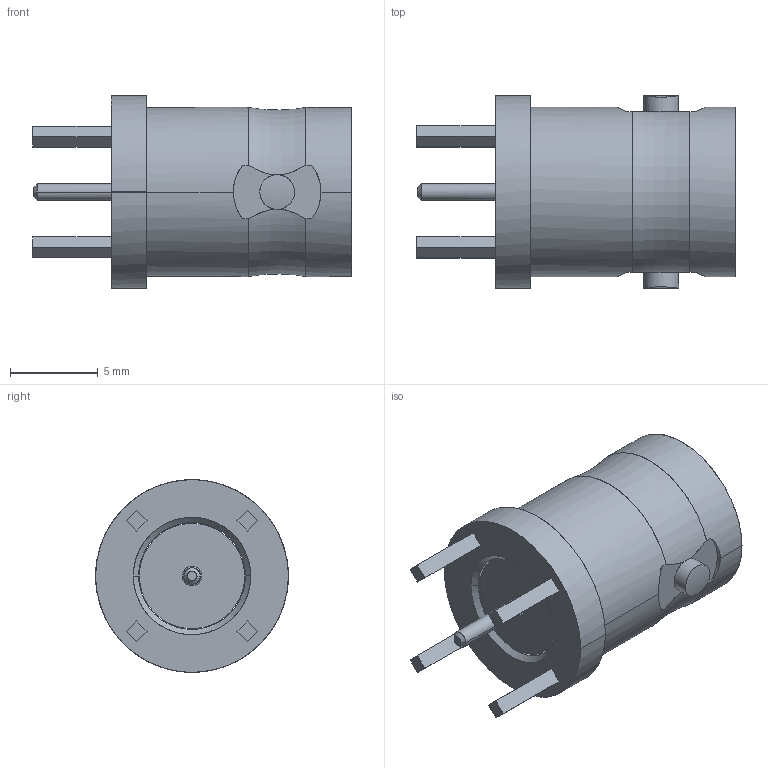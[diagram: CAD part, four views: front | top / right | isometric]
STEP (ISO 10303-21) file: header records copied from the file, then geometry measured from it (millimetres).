
FILE_DESCRIPTION(/* description */ ('STEP AP242','CAx-IF Rec.Pracs.---Representation and Presentation of Product Manufacturing Information (PMI)---4.0---2014-10-13','CAx-IF Rec.Pracs.---3D Tessellated Geometry---0.4---2014-09-14','2;1'),/* implementation_level */ '2;1');
FILE_NAME(/* name */ '112404',/* time_stamp */ '2023-10-12T21:06:45+02:00',/* author */ ('License CC BY-ND 4.0'),/* organization */ ('CADENAS'),/* preprocessor_version */ 'ST-DEVELOPER v19.3',/* originating_system */ 'PARTsolutions',/* authorisation */ ' ');
FILE_SCHEMA (('AP242_MANAGED_MODEL_BASED_3D_ENGINEERING_MIM_LF { 1 0 10303 442 1 1 4 }'));
Length unit declared in the file: millimetre
Products named in the file (78): 112404; 112404_PART77; 112404_PART76; 112404_PART75; 112404_PART74; 112404_PART73; 112404_PART72; 112404_PART71; 112404_PART70; 112404_PART69; 112404_PART68; 112404_PART67; 112404_PART66; 112404_PART65; 112404_PART64; 112404_PART63; 112404_PART62; 112404_PART61; 112404_PART60; 112404_PART59; 112404_PART58; 112404_PART57; 112404_PART56; 112404_PART55; 112404_PART54; 112404_PART53; 112404_PART52; 112404_PART51; 112404_PART50; 112404_PART49; 112404_PART48; 112404_PART47; 112404_PART46; 112404_PART45; 112404_PART44; 112404_PART43; 112404_PART42; 112404_PART41; 112404_PART40; 112404_PART39 ...
Assembly tree (77 placements, depth 2):
  112404
    112404_PART77
    112404_PART76
    112404_PART75
    112404_PART74
    112404_PART73
    112404_PART72
    112404_PART71
    112404_PART70
    112404_PART69
    112404_PART68
    112404_PART67
    112404_PART66
    112404_PART65
    112404_PART64
    112404_PART63
    112404_PART62
    112404_PART61
    112404_PART60
    112404_PART59
    112404_PART58
    112404_PART57
    112404_PART56
    112404_PART55
    112404_PART54
    112404_PART53
    112404_PART52
    112404_PART51
    112404_PART50
    112404_PART49
    112404_PART48
    112404_PART47
    112404_PART46
    112404_PART45
    112404_PART44
    112404_PART43
    112404_PART42
    112404_PART41
    112404_PART40
    112404_PART39
    112404_PART38
    112404_PART37
    112404_PART36
    112404_PART35
    112404_PART34
    112404_PART33
    112404_PART32
    112404_PART31
    112404_PART30
    112404_PART29
    112404_PART28
    112404_PART27
    112404_PART26
    112404_PART25
    112404_PART24
    112404_PART23
    112404_PART22
    112404_PART21
    112404_PART20
    112404_PART19
Bounding box: 18.2 x 11 x 11 mm (x, y, z)
Surface area: 1067.3 mm2 (no closed solid volume)
Topology: 0 solids, 77 shells, 77 faces, 374 edges, 372 vertices
Faces by surface type: plane 33, cylinder 24, cone 18, torus 2
Entity records: 6608 total; most frequent: CARTESIAN_POINT 2847, ORIENTED_EDGE 372, EDGE_CURVE 372, VERTEX_POINT 372, B_SPLINE_CURVE_WITH_KNOTS 372, DIRECTION 310, AXIS2_PLACEMENT_3D 155, PRODUCT_DEFINITION_SHAPE 155
